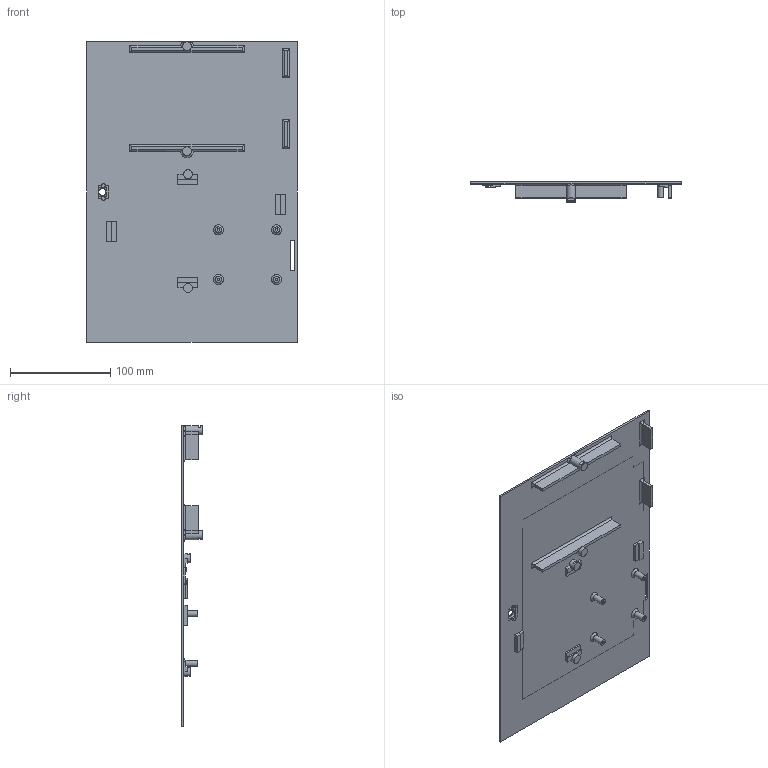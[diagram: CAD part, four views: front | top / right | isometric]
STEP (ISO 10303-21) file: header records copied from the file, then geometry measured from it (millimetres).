
FILE_DESCRIPTION(/* description */ (''),/* implementation_level */ '2;1');
FILE_NAME(/* name */ 'display_einsatz.stp',/* time_stamp */ '2023-11-01T00:16:50+01:00',/* author */ ('FK'),/* organization */ (''),/* preprocessor_version */ 'ST-DEVELOPER v17',/* originating_system */ 'Autodesk Inventor 2019',/* authorisation */ '');
FILE_SCHEMA (('AUTOMOTIVE_DESIGN { 1 0 10303 214 3 1 1 }'));
Length unit declared in the file: millimetre
Products named in the file (1): display_einsatz
Bounding box: 210 x 20 x 300 mm (x, y, z)
Volume: 95308.4 mm3; surface area: 139259 mm2
Topology: 1 solids, 1 shells, 152 faces, 363 edges, 233 vertices
Faces by surface type: plane 104, cylinder 39, torus 7, bspline 2
Full cylindrical faces by diameter (mm): 2.5 x4, 4 x2, 6 x4, 7.15 x1, 9 x4
Entity records: 4772 total; most frequent: CARTESIAN_POINT 1161, DIRECTION 731, ORIENTED_EDGE 722, EDGE_CURVE 361, LINE 269, VECTOR 269, VERTEX_POINT 233, AXIS2_PLACEMENT_3D 231
